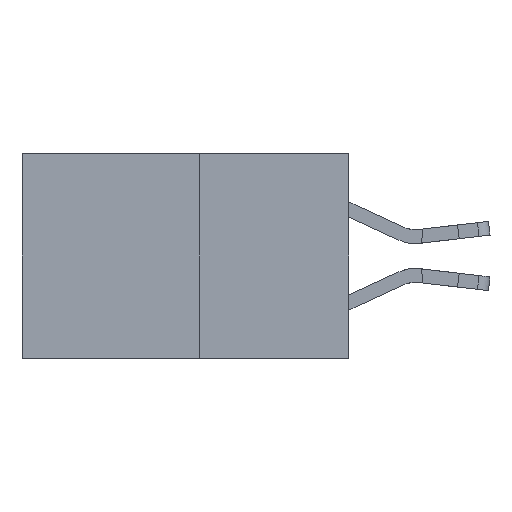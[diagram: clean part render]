
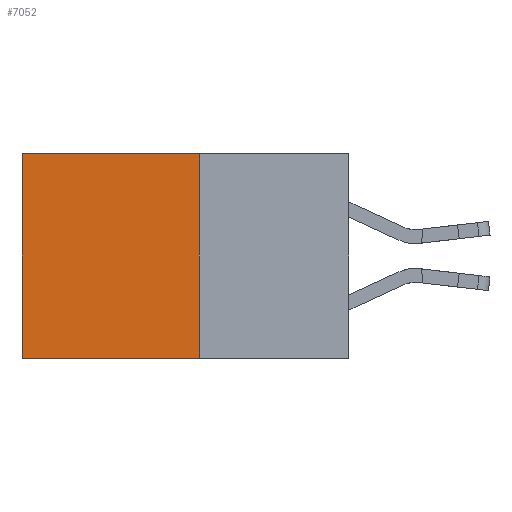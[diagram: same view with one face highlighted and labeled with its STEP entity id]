
A CAD part, left-side view. The second image highlights one B-rep face of the part: STEP entity #7052.
In plain terms, the highlighted planar face has unit normal (-1, 0, 0).
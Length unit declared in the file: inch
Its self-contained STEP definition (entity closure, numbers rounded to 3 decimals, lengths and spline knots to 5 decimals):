
#597 = EDGE_CURVE ( 'NONE', #1546, #2367, #7922, .T. ) ;
#638 = ORIENTED_EDGE ( 'NONE', *, *, #9430, .T. ) ;
#1327 = CARTESIAN_POINT ( 'NONE',  ( 0.277, 0.27, -0.37 ) ) ;
#1525 = LINE ( 'NONE', #1327, #16005 ) ;
#1546 = VERTEX_POINT ( 'NONE', #5273 ) ;
#1741 = ORIENTED_EDGE ( 'NONE', *, *, #597, .F. ) ;
#2367 = VERTEX_POINT ( 'NONE', #6491 ) ;
#3497 = DIRECTION ( 'NONE',  ( 0., 1., 0. ) ) ;
#4382 = DIRECTION ( 'NONE',  ( 1., 0., 0. ) ) ;
#5273 = CARTESIAN_POINT ( 'NONE',  ( 0.277, 0.27, -0.37 ) ) ;
#5882 = AXIS2_PLACEMENT_3D ( 'NONE', #8550, #4382, #14216 ) ;
#6359 = DIRECTION ( 'NONE',  ( 0., 0., -1. ) ) ;
#6491 = CARTESIAN_POINT ( 'NONE',  ( 0.277, 0.59, -0.37 ) ) ;
#7052 = ADVANCED_FACE ( 'NONE', ( #16925 ), #12824, .F. ) ;
#7307 = EDGE_CURVE ( 'NONE', #12514, #2367, #12587, .T. ) ;
#7481 = VECTOR ( 'NONE', #3497, 39.37008 ) ;
#7922 = LINE ( 'NONE', #16696, #7481 ) ;
#8095 = VECTOR ( 'NONE', #10186, 39.37008 ) ;
#8550 = CARTESIAN_POINT ( 'NONE',  ( 0.277, 0.27, -0.37 ) ) ;
#9430 = EDGE_CURVE ( 'NONE', #14154, #12514, #12304, .T. ) ;
#10186 = DIRECTION ( 'NONE',  ( 0., 1., 0. ) ) ;
#11623 = CARTESIAN_POINT ( 'NONE',  ( 0.277, 0.27, 0. ) ) ;
#11800 = EDGE_LOOP ( 'NONE', ( #16206, #1741, #17523, #638 ) ) ;
#12304 = LINE ( 'NONE', #11623, #8095 ) ;
#12514 = VERTEX_POINT ( 'NONE', #15422 ) ;
#12587 = LINE ( 'NONE', #17550, #16266 ) ;
#12824 = PLANE ( 'NONE',  #5882 ) ;
#13454 = CARTESIAN_POINT ( 'NONE',  ( 0.277, 0.27, 0. ) ) ;
#14154 = VERTEX_POINT ( 'NONE', #13454 ) ;
#14216 = DIRECTION ( 'NONE',  ( 0., 0., -1. ) ) ;
#15422 = CARTESIAN_POINT ( 'NONE',  ( 0.277, 0.59, 0. ) ) ;
#16005 = VECTOR ( 'NONE', #16768, 39.37008 ) ;
#16206 = ORIENTED_EDGE ( 'NONE', *, *, #7307, .T. ) ;
#16266 = VECTOR ( 'NONE', #6359, 39.37008 ) ;
#16696 = CARTESIAN_POINT ( 'NONE',  ( 0.277, 0.27, -0.37 ) ) ;
#16768 = DIRECTION ( 'NONE',  ( 0., 0., -1. ) ) ;
#16925 = FACE_OUTER_BOUND ( 'NONE', #11800, .T. ) ;
#17271 = EDGE_CURVE ( 'NONE', #14154, #1546, #1525, .T. ) ;
#17523 = ORIENTED_EDGE ( 'NONE', *, *, #17271, .F. ) ;
#17550 = CARTESIAN_POINT ( 'NONE',  ( 0.277, 0.59, -0.37 ) ) ;
